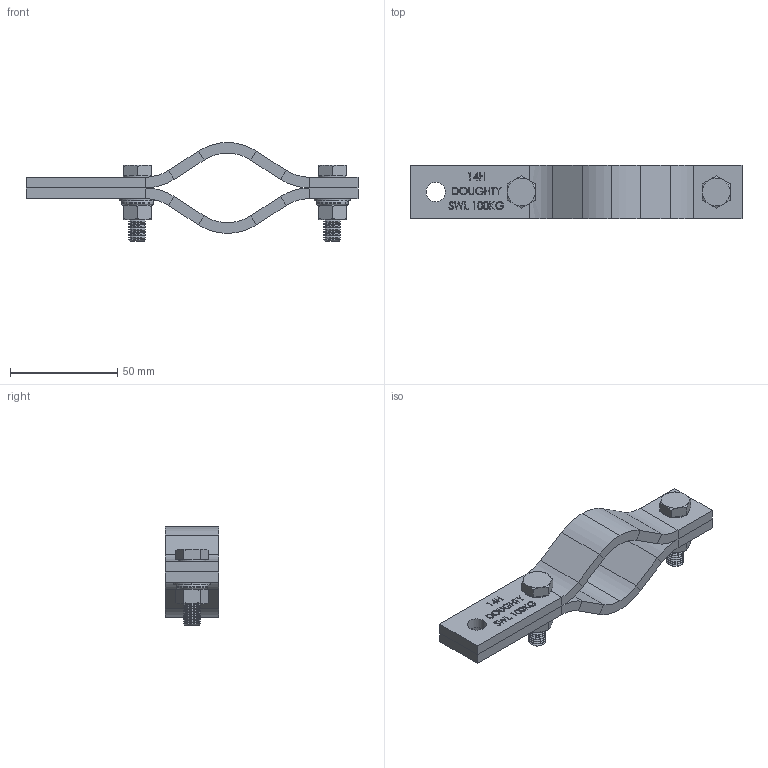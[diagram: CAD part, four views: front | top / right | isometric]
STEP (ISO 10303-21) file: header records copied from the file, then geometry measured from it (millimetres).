
FILE_DESCRIPTION (( 'STEP AP203' ), '1' );
FILE_NAME ('T32102.STEP', '2018-07-20T12:35:24', ( '' ), ( '' ), 'SwSTEP 2.0', 'SolidWorks 2016', '' );
FILE_SCHEMA (( 'CONFIG_CONTROL_DESIGN' ));
Length unit declared in the file: millimetre
Products named in the file (6): B Washer_Bright washer BS 4320 - M8 (Form B); T32102; Hex Nut Style 1 GradeAB_Doughty Fastners_Hexagon Nut ISO - 4032 - M8 - D - S; Hex Screw GradeC_Doughty Fastners_ISO 4018 - M8 x 30-WS; TH2807; Single Coil Rectangular Section Spring Washer_Doughty Fastners_Rectangular section spring washer BS 4464 - 8 (Type B)
Assembly tree (10 placements, depth 2):
  T32102
    TH2807  x2
    Hex Screw GradeC_Doughty Fastners_ISO 4018 - M8 x 30-WS  x2
    B Washer_Bright washer BS 4320 - M8 (Form B)  x2
    Single Coil Rectangular Section Spring Washer_Doughty Fastners_Rectangular section spring washer BS 4464 - 8 (Type B)  x2
    Hex Nut Style 1 GradeAB_Doughty Fastners_Hexagon Nut ISO - 4032 - M8 - D - S  x2
Bounding box: 155 x 25 x 46.2 mm (x, y, z)
Volume: 45319.2 mm3; surface area: 26422.3 mm2
Topology: 10 solids, 10 shells, 990 faces, 2502 edges, 1576 vertices
Faces by surface type: plane 388, cone 280, cylinder 168, bspline 146, torus 8
Entity records: 20465 total; most frequent: CARTESIAN_POINT 8096, ORIENTED_EDGE 2502, DIRECTION 2277, EDGE_CURVE 1251, VERTEX_POINT 788, AXIS2_PLACEMENT_3D 785, LINE 707, VECTOR 707
